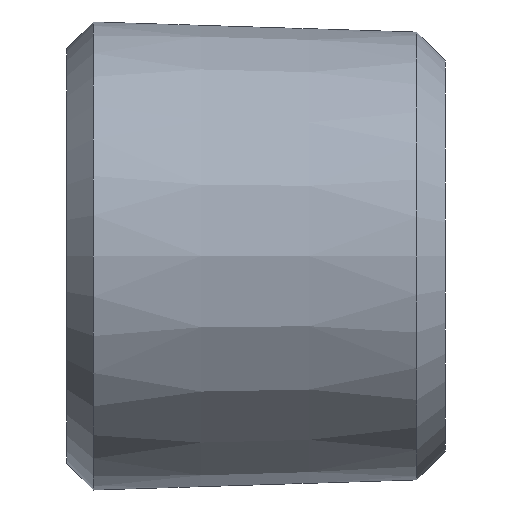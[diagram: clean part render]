
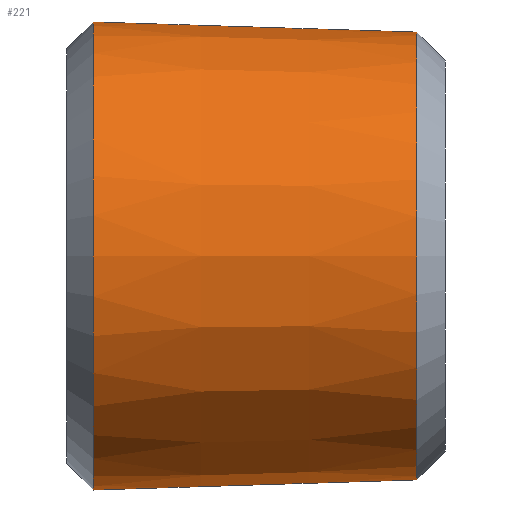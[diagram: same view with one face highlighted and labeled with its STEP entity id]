
A CAD part, front view. The second image highlights one B-rep face of the part: STEP entity #221.
In plain terms, the highlighted conical face has half-angle 1.79 degrees and reference radius 4.94 mm.
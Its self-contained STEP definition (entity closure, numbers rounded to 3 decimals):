
#23=CONICAL_SURFACE('',#251,4.94,0.031);
#71=ORIENTED_EDGE('',*,*,#120,.F.);
#72=ORIENTED_EDGE('',*,*,#119,.T.);
#119=EDGE_CURVE('',#144,#144,#158,.T.);
#120=EDGE_CURVE('',#145,#145,#159,.T.);
#144=VERTEX_POINT('',#351);
#145=VERTEX_POINT('',#354);
#158=CIRCLE('',#250,4.94);
#159=CIRCLE('',#252,4.727);
#168=EDGE_LOOP('',(#71));
#169=EDGE_LOOP('',(#72));
#190=FACE_BOUND('',#168,.T.);
#191=FACE_BOUND('',#169,.T.);
#221=ADVANCED_FACE('',(#190,#191),#23,.T.);
#250=AXIS2_PLACEMENT_3D('',#350,#283,#284);
#251=AXIS2_PLACEMENT_3D('',#352,#285,#286);
#252=AXIS2_PLACEMENT_3D('',#353,#287,#288);
#283=DIRECTION('',(1.,0.,0.));
#284=DIRECTION('',(0.,0.,-1.));
#285=DIRECTION('',(-1.,0.,0.));
#286=DIRECTION('',(0.,0.,1.));
#287=DIRECTION('',(1.,0.,0.));
#288=DIRECTION('',(0.,0.,-1.));
#350=CARTESIAN_POINT('',(-7.435,0.,0.));
#351=CARTESIAN_POINT('',(-7.435,0.,-4.94));
#352=CARTESIAN_POINT('',(-7.435,0.,0.));
#353=CARTESIAN_POINT('',(-0.602,0.,0.));
#354=CARTESIAN_POINT('',(-0.602,0.,-4.727));
